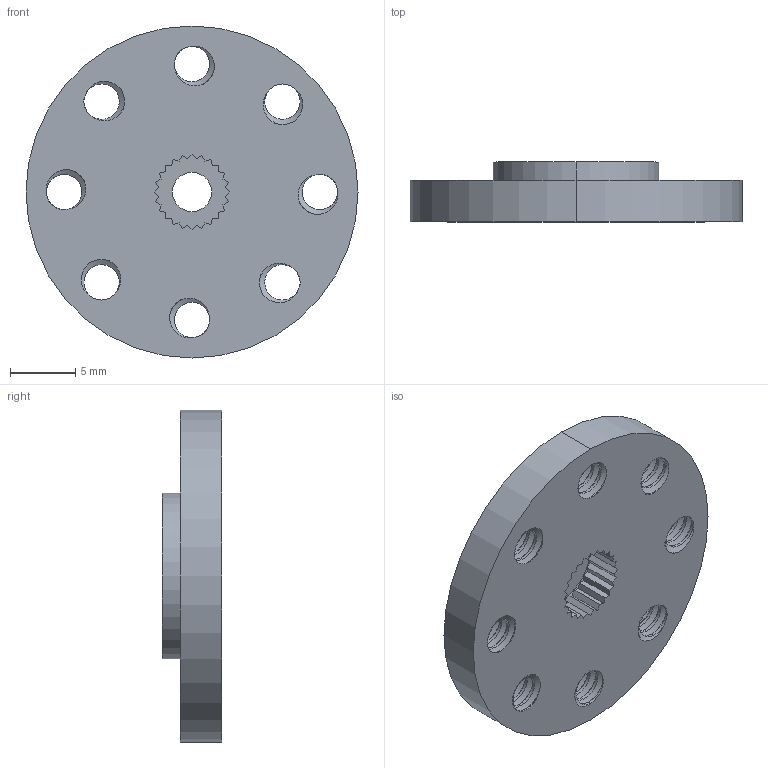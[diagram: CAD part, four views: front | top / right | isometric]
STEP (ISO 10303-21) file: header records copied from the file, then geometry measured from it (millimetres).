
FILE_DESCRIPTION (( 'STEP AP203' ), '1' );
FILE_NAME ('525124.STEP', '2016-08-08T16:09:03', ( '' ), ( '' ), 'SwSTEP 2.0', 'SolidWorks 2014', '' );
FILE_SCHEMA (( 'CONFIG_CONTROL_DESIGN' ));
Length unit declared in the file: inch
Products named in the file (1): 525124
Bounding box: 25.39 x 4.57 x 25.39 mm (x, y, z)
Volume: 1508 mm3; surface area: 1684.4 mm2
Topology: 1 solids, 1 shells, 225 faces, 660 edges, 440 vertices
Faces by surface type: cylinder 156, plane 53, bspline 16
Entity records: 13261 total; most frequent: CARTESIAN_POINT 8094, ORIENTED_EDGE 1320, DIRECTION 816, EDGE_CURVE 660, VERTEX_POINT 440, VECTOR 284, LINE 284, AXIS2_PLACEMENT_3D 266
